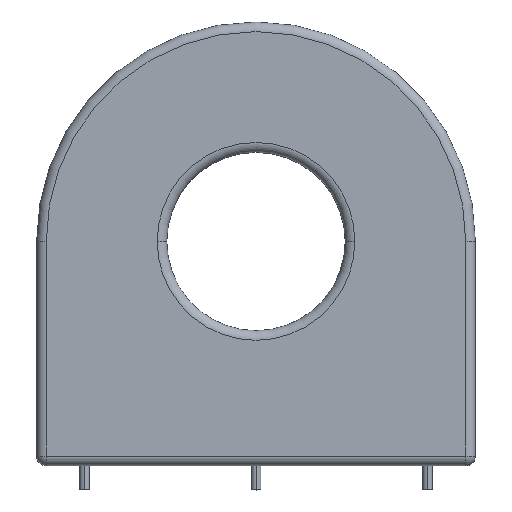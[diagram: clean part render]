
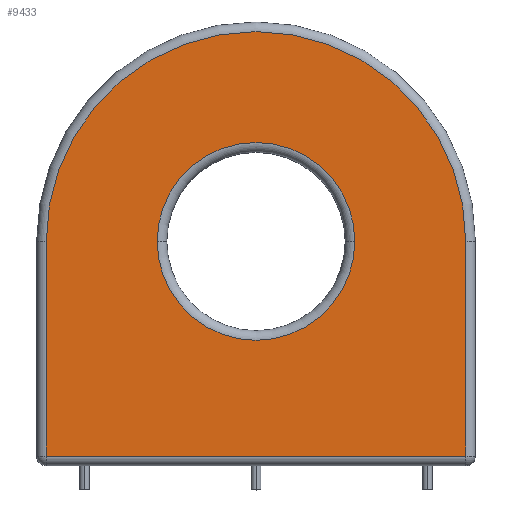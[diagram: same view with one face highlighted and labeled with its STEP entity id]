
A CAD part, top view. The second image highlights one B-rep face of the part: STEP entity #9433.
In plain terms, the highlighted planar face has unit normal (0, 0, 1).
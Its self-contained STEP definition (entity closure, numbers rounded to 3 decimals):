
#14 = ORIENTED_EDGE ( 'NONE', *, *, #2868, .T. ) ;
#198 = PLANE ( 'NONE',  #13770 ) ;
#299 = CARTESIAN_POINT ( 'NONE',  ( 0., 11.625, 7.65 ) ) ;
#329 = CARTESIAN_POINT ( 'NONE',  ( 0., 11.625, 7.65 ) ) ;
#425 = CARTESIAN_POINT ( 'NONE',  ( -10.25, 11.625, 7.65 ) ) ;
#799 = EDGE_CURVE ( 'NONE', #11569, #14681, #9016, .T. ) ;
#1100 = DIRECTION ( 'NONE',  ( -1., 0., 0. ) ) ;
#1514 = DIRECTION ( 'NONE',  ( 0., 0., -1. ) ) ;
#2868 = EDGE_CURVE ( 'NONE', #4918, #6069, #18415, .T. ) ;
#2942 = EDGE_CURVE ( 'NONE', #6872, #6262, #15783, .T. ) ;
#3425 = ORIENTED_EDGE ( 'NONE', *, *, #8123, .T. ) ;
#4031 = CARTESIAN_POINT ( 'NONE',  ( 0., 11.625, 7.65 ) ) ;
#4918 = VERTEX_POINT ( 'NONE', #17206 ) ;
#5103 = EDGE_LOOP ( 'NONE', ( #14, #3425, #12884, #15646 ) ) ;
#6069 = VERTEX_POINT ( 'NONE', #6426 ) ;
#6262 = VERTEX_POINT ( 'NONE', #16589 ) ;
#6270 = LINE ( 'NONE', #12002, #10992 ) ;
#6426 = CARTESIAN_POINT ( 'NONE',  ( -21.75, -10.625, 7.65 ) ) ;
#6872 = VERTEX_POINT ( 'NONE', #16526 ) ;
#6902 = CIRCLE ( 'NONE', #15638, 21.75 ) ;
#7331 = EDGE_LOOP ( 'NONE', ( #8380, #11688 ) ) ;
#7337 = FACE_BOUND ( 'NONE', #7331, .T. ) ;
#7432 = DIRECTION ( 'NONE',  ( -1., 0., 0. ) ) ;
#7771 = DIRECTION ( 'NONE',  ( 1., 0., 0. ) ) ;
#8123 = EDGE_CURVE ( 'NONE', #6069, #6872, #6270, .T. ) ;
#8380 = ORIENTED_EDGE ( 'NONE', *, *, #10372, .T. ) ;
#8673 = CARTESIAN_POINT ( 'NONE',  ( 0., 11.625, 7.65 ) ) ;
#8906 = DIRECTION ( 'NONE',  ( 0., 1., 0. ) ) ;
#9016 = CIRCLE ( 'NONE', #16234, 10.25 ) ;
#9079 = DIRECTION ( 'NONE',  ( -1., 0., 0. ) ) ;
#9433 = ADVANCED_FACE ( 'NONE', ( #15921, #7337 ), #198, .F. ) ;
#9849 = DIRECTION ( 'NONE',  ( 0., -1., 0. ) ) ;
#10372 = EDGE_CURVE ( 'NONE', #14681, #11569, #10803, .T. ) ;
#10412 = VECTOR ( 'NONE', #9849, 1000. ) ;
#10803 = CIRCLE ( 'NONE', #13802, 10.25 ) ;
#10992 = VECTOR ( 'NONE', #7771, 1000. ) ;
#11455 = DIRECTION ( 'NONE',  ( 0., 0., -1. ) ) ;
#11569 = VERTEX_POINT ( 'NONE', #18540 ) ;
#11688 = ORIENTED_EDGE ( 'NONE', *, *, #799, .T. ) ;
#11909 = EDGE_CURVE ( 'NONE', #6262, #4918, #6902, .T. ) ;
#12002 = CARTESIAN_POINT ( 'NONE',  ( 0., -10.625, 7.65 ) ) ;
#12294 = VECTOR ( 'NONE', #8906, 1000. ) ;
#12468 = CARTESIAN_POINT ( 'NONE',  ( -21.75, 11.625, 7.65 ) ) ;
#12884 = ORIENTED_EDGE ( 'NONE', *, *, #2942, .T. ) ;
#12942 = CARTESIAN_POINT ( 'NONE',  ( 21.75, 11.625, 7.65 ) ) ;
#13770 = AXIS2_PLACEMENT_3D ( 'NONE', #8673, #1514, #14301 ) ;
#13802 = AXIS2_PLACEMENT_3D ( 'NONE', #299, #17333, #7432 ) ;
#14301 = DIRECTION ( 'NONE',  ( -1., 0., 0. ) ) ;
#14522 = DIRECTION ( 'NONE',  ( 0., 0., 1. ) ) ;
#14681 = VERTEX_POINT ( 'NONE', #425 ) ;
#15638 = AXIS2_PLACEMENT_3D ( 'NONE', #329, #14522, #9079 ) ;
#15646 = ORIENTED_EDGE ( 'NONE', *, *, #11909, .T. ) ;
#15783 = LINE ( 'NONE', #12942, #12294 ) ;
#15921 = FACE_OUTER_BOUND ( 'NONE', #5103, .T. ) ;
#16234 = AXIS2_PLACEMENT_3D ( 'NONE', #4031, #11455, #1100 ) ;
#16526 = CARTESIAN_POINT ( 'NONE',  ( 21.75, -10.625, 7.65 ) ) ;
#16589 = CARTESIAN_POINT ( 'NONE',  ( 21.75, 11.625, 7.65 ) ) ;
#17206 = CARTESIAN_POINT ( 'NONE',  ( -21.75, 11.625, 7.65 ) ) ;
#17333 = DIRECTION ( 'NONE',  ( 0., 0., -1. ) ) ;
#18415 = LINE ( 'NONE', #12468, #10412 ) ;
#18540 = CARTESIAN_POINT ( 'NONE',  ( 10.25, 11.625, 7.65 ) ) ;
